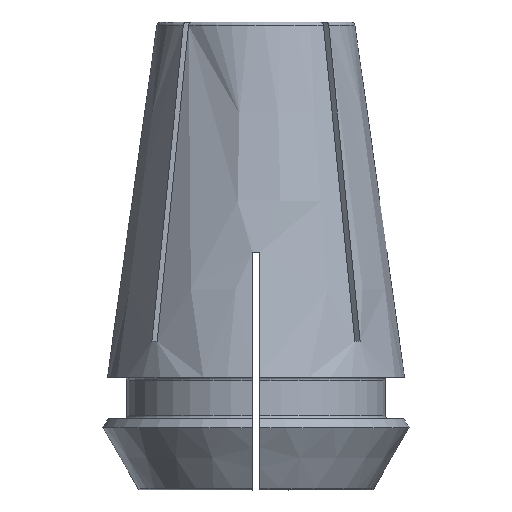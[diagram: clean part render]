
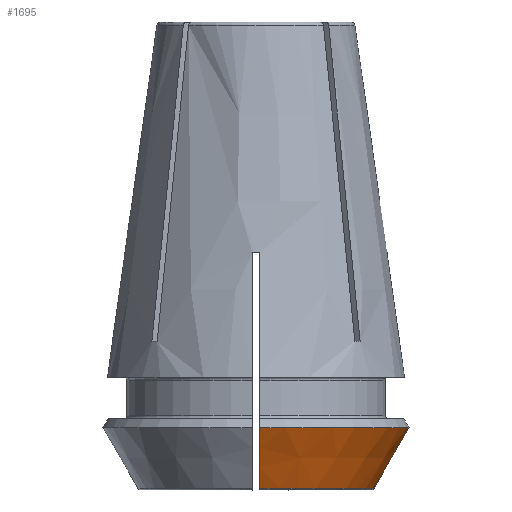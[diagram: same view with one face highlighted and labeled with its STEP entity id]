
A CAD part, front view. The second image highlights one B-rep face of the part: STEP entity #1695.
In plain terms, the highlighted conical face has half-angle 30 degrees and reference radius 7.879 mm.
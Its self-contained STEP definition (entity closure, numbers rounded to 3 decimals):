
#267=CONICAL_SURFACE('',#1816,7.879,0.524);
#370=ORIENTED_EDGE('',*,*,#922,.F.);
#371=ORIENTED_EDGE('',*,*,#923,.F.);
#372=ORIENTED_EDGE('',*,*,#924,.F.);
#373=ORIENTED_EDGE('',*,*,#925,.F.);
#922=EDGE_CURVE('',#1198,#1199,#1376,.T.);
#923=EDGE_CURVE('',#1200,#1198,#1377,.T.);
#924=EDGE_CURVE('',#1201,#1200,#1378,.T.);
#925=EDGE_CURVE('',#1199,#1201,#1379,.T.);
#1198=VERTEX_POINT('',#2561);
#1199=VERTEX_POINT('',#2562);
#1200=VERTEX_POINT('',#2564);
#1201=VERTEX_POINT('',#2566);
#1376=CIRCLE('',#1817,53515.617);
#1377=CIRCLE('',#1818,10.302);
#1378=CIRCLE('',#1819,54401.404);
#1379=CIRCLE('',#1820,7.951);
#1475=EDGE_LOOP('',(#370,#371,#372,#373));
#1571=FACE_BOUND('',#1475,.T.);
#1695=ADVANCED_FACE('',(#1571),#267,.T.);
#1816=AXIS2_PLACEMENT_3D('',#2559,#2041,#2042);
#1817=AXIS2_PLACEMENT_3D('',#2560,#2043,#2044);
#1818=AXIS2_PLACEMENT_3D('',#2563,#2045,#2046);
#1819=AXIS2_PLACEMENT_3D('',#2565,#2047,#2048);
#1820=AXIS2_PLACEMENT_3D('',#2567,#2049,#2050);
#2041=DIRECTION('',(0.,0.,1.));
#2042=DIRECTION('',(1.,0.,0.));
#2043=DIRECTION('',(0.,1.,0.));
#2044=DIRECTION('',(0.866,0.,-0.5));
#2045=DIRECTION('',(0.,0.,1.));
#2046=DIRECTION('',(1.,0.,0.));
#2047=DIRECTION('',(-1.,0.,0.));
#2048=DIRECTION('',(0.,-0.866,-0.5));
#2049=DIRECTION('',(0.,0.,-1.));
#2050=DIRECTION('',(-1.,0.,0.));
#2559=CARTESIAN_POINT('',(0.,0.,0.));
#2560=CARTESIAN_POINT('',(-46332.337,-0.25,26767.629));
#2561=CARTESIAN_POINT('',(10.299,-0.25,4.198));
#2562=CARTESIAN_POINT('',(7.947,-0.25,0.125));
#2563=CARTESIAN_POINT('',(0.,0.,4.198));
#2564=CARTESIAN_POINT('',(0.25,-10.299,4.198));
#2565=CARTESIAN_POINT('',(0.25,47099.378,27210.65));
#2566=CARTESIAN_POINT('',(0.25,-7.947,0.125));
#2567=CARTESIAN_POINT('',(0.,0.,0.125));
